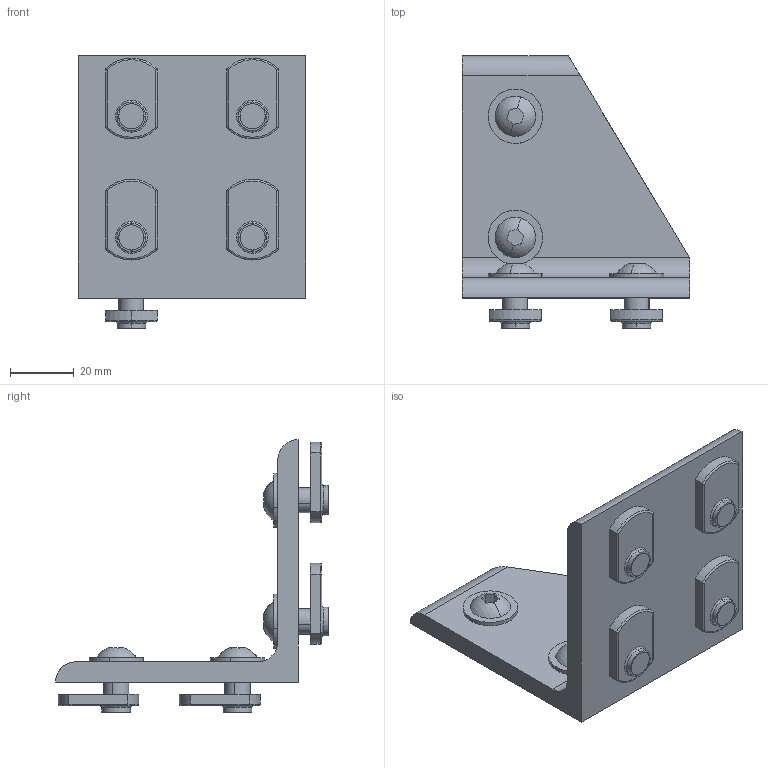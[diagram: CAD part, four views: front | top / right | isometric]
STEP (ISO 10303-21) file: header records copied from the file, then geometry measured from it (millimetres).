
FILE_DESCRIPTION (( 'STEP AP203' ), '1' );
FILE_NAME ('653143.SLDASM.step', '2003-10-13T11:26:00', ( 'Jerry Winters' ), ( 'GoEngineer' ), 'SwSTEP 2.0', 'SolidWorks 2003174', '' );
FILE_SCHEMA (( 'CONFIG_CONTROL_DESIGN' ));
Length unit declared in the file: inch
Products named in the file (5): 653143.SLDASM; Inside Corner Brackets (STD)_653143; 651129; 651097; FBHSCS_651134
Assembly tree (9 placements, depth 3):
  653143.SLDASM
    651129  x6
      651097
      FBHSCS_651134
    Inside Corner Brackets (STD)_653143
Bounding box: 71.37 x 85.72 x 85.72 mm (x, y, z)
Volume: 70998.7 mm3; surface area: 33544.4 mm2
Topology: 13 solids, 13 shells, 232 faces, 509 edges, 321 vertices
Faces by surface type: plane 97, cylinder 93, torus 30, sphere 12
Entity records: 2394 total; most frequent: DIRECTION 338, CARTESIAN_POINT 313, ORIENTED_EDGE 268, AXIS2_PLACEMENT_3D 139, EDGE_CURVE 134, VERTEX_POINT 86, EDGE_LOOP 74, CIRCLE 69
